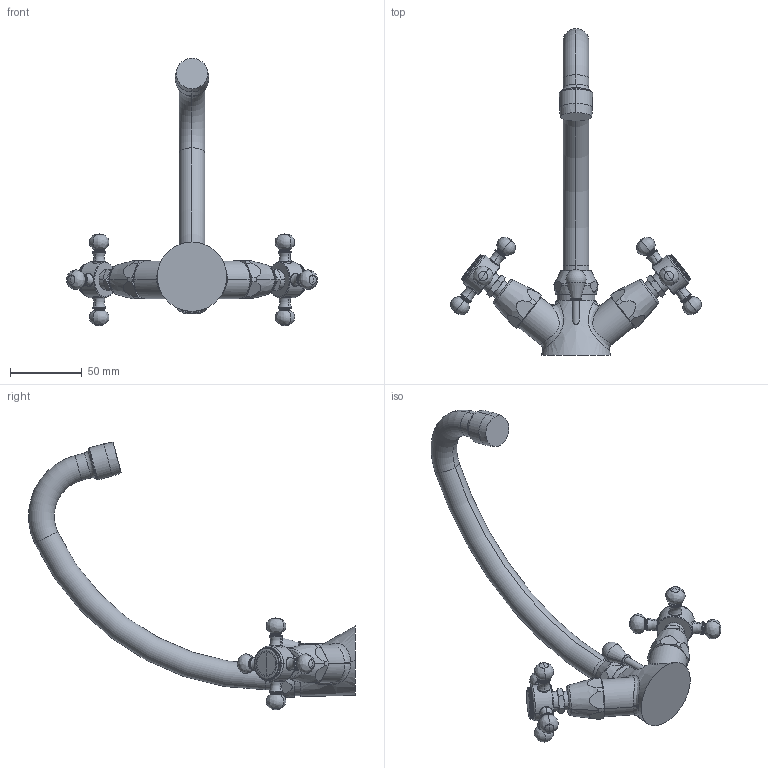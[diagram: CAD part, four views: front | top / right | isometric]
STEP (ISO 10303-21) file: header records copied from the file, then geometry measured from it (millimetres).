
FILE_DESCRIPTION((''),'2;1');
FILE_NAME('VLV077CR','2021-11-11T08:42:13',('ut3'),('PAFFONI SpA'),'CREO PARAMETRIC BY PTC INC, 2020044','CREO PARAMETRIC BY PTC INC, 2020044','');
FILE_SCHEMA(('CONFIG_CONTROL_DESIGN','SHAPE_APPEARANCE_LAYERS_GROUPS'));
Length unit declared in the file: millimetre
Products named in the file (1): VLV077CR
Bounding box: 175.44 x 228.33 x 186.88 mm (x, y, z)
Volume: 212364.7 mm3; surface area: 44190 mm2
Topology: 2 solids, 2 shells, 942 faces, 2562 edges, 1631 vertices
Faces by surface type: plane 460, cylinder 294, torus 98, cone 40, bspline 28, sphere 22
Entity records: 40643 total; most frequent: CARTESIAN_POINT 9717, ORIENTED_EDGE 5080, DIRECTION 4720, EDGE_CURVE 2540, AXIS2_PLACEMENT_3D 1791, VERTEX_POINT 1631, FILL_AREA_STYLE_COLOUR 1144, FILL_AREA_STYLE 1144
